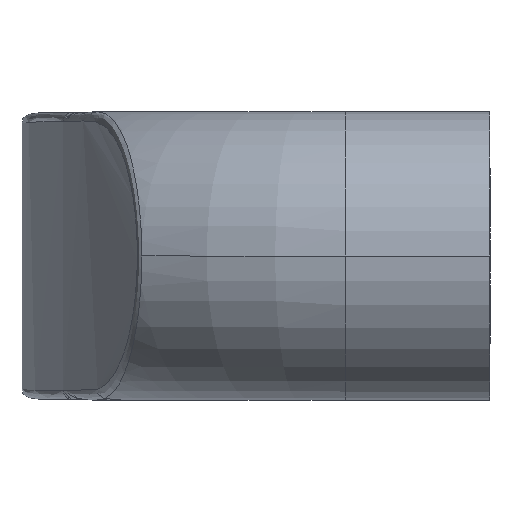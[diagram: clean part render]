
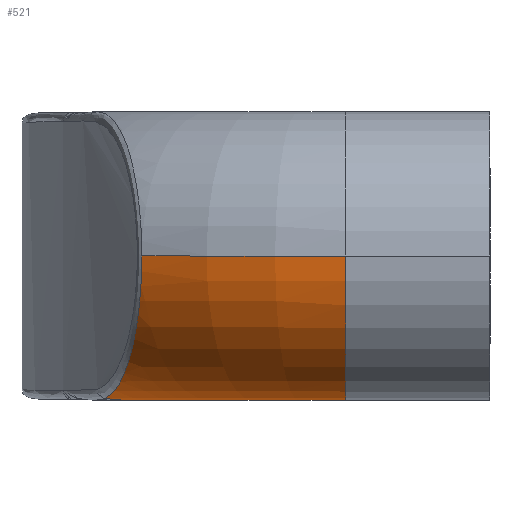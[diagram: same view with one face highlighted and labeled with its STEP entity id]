
A CAD part, left-side view. The second image highlights one B-rep face of the part: STEP entity #521.
In plain terms, the highlighted toroidal (fillet/blend) face has major radius 16 mm and minor radius 8 mm.
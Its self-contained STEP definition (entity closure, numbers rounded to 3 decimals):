
#12 = DIRECTION ( 'NONE',  ( 0., 0., -1. ) ) ;
#31 = EDGE_CURVE ( 'NONE', #127, #455, #325, .T. ) ;
#73 = CIRCLE ( 'NONE', #1200, 24. ) ;
#85 = CARTESIAN_POINT ( 'NONE',  ( -37.246, 22.266, -7.961 ) ) ;
#95 = TOROIDAL_SURFACE ( 'NONE', #729, 16., 8. ) ;
#127 = VERTEX_POINT ( 'NONE', #154 ) ;
#154 = CARTESIAN_POINT ( 'NONE',  ( -40., 8., 0. ) ) ;
#194 = DIRECTION ( 'NONE',  ( 0., 0., 1. ) ) ;
#209 = DIRECTION ( 'NONE',  ( 0., 0., -1. ) ) ;
#212 = FACE_OUTER_BOUND ( 'NONE', #1350, .T. ) ;
#238 = VERTEX_POINT ( 'NONE', #1195 ) ;
#301 = CARTESIAN_POINT ( 'NONE',  ( -53.102, 19.319, -1.066 ) ) ;
#320 = CARTESIAN_POINT ( 'NONE',  ( -49.488, 20.096, -6.097 ) ) ;
#325 = CIRCLE ( 'NONE', #1030, 8. ) ;
#328 = CARTESIAN_POINT ( 'NONE',  ( -51.126, 19.752, -4.761 ) ) ;
#353 = EDGE_CURVE ( 'NONE', #455, #1310, #73, .T. ) ;
#406 = CARTESIAN_POINT ( 'NONE',  ( -48., 8., 0. ) ) ;
#407 = ORIENTED_EDGE ( 'NONE', *, *, #1092, .T. ) ;
#423 = VERTEX_POINT ( 'NONE', #1145 ) ;
#425 = CARTESIAN_POINT ( 'NONE',  ( -33.049, 22.931, -7.93 ) ) ;
#431 = AXIS2_PLACEMENT_3D ( 'NONE', #645, #890, #194 ) ;
#432 = CARTESIAN_POINT ( 'NONE',  ( -53.171, 19.303, 0. ) ) ;
#437 = CARTESIAN_POINT ( 'NONE',  ( -52.901, 19.364, -1.838 ) ) ;
#443 = DIRECTION ( 'NONE',  ( 0., 0., -1. ) ) ;
#455 = VERTEX_POINT ( 'NONE', #1002 ) ;
#507 = DIRECTION ( 'NONE',  ( 0., 0., 1. ) ) ;
#521 = ADVANCED_FACE ( 'NONE', ( #212 ), #95, .T. ) ;
#552 = CARTESIAN_POINT ( 'NONE',  ( -52.507, 19.452, -2.829 ) ) ;
#560 = B_SPLINE_CURVE_WITH_KNOTS ( 'NONE', 3,
 ( #1444, #1223, #301, #437, #1334, #1329, #552, #666, #751, #328, #1320, #320, #880, #992, #1099, #779, #1118, #1006, #867, #1438, #1313, #85, #986, #1208, #425, #874 ),
 .UNSPECIFIED., .F., .F.,
 ( 4, 2, 2, 2, 2, 2, 2, 2, 2, 2, 2, 2, 4 ),
 ( 0.025, 0.027, 0.028, 0.028, 0.03, 0.031, 0.035, 0.036, 0.038, 0.041, 0.044, 0.047, 0.05 ),
 .UNSPECIFIED. ) ;
#645 = CARTESIAN_POINT ( 'NONE',  ( -32., 24., 0. ) ) ;
#666 = CARTESIAN_POINT ( 'NONE',  ( -52.128, 19.535, -3.526 ) ) ;
#729 = AXIS2_PLACEMENT_3D ( 'NONE', #786, #443, #1447 ) ;
#748 = ORIENTED_EDGE ( 'NONE', *, *, #1053, .F. ) ;
#751 = CARTESIAN_POINT ( 'NONE',  ( -51.819, 19.603, -3.966 ) ) ;
#765 = DIRECTION ( 'NONE',  ( -1., 0., 0. ) ) ;
#779 = CARTESIAN_POINT ( 'NONE',  ( -45.579, 20.855, -7.54 ) ) ;
#786 = CARTESIAN_POINT ( 'NONE',  ( -32., 8., 0. ) ) ;
#798 = CIRCLE ( 'NONE', #1203, 8. ) ;
#839 = ORIENTED_EDGE ( 'NONE', *, *, #31, .T. ) ;
#867 = CARTESIAN_POINT ( 'NONE',  ( -42.487, 21.406, -7.951 ) ) ;
#874 = CARTESIAN_POINT ( 'NONE',  ( -32., 23.097, -7.949 ) ) ;
#880 = CARTESIAN_POINT ( 'NONE',  ( -48.566, 20.283, -6.581 ) ) ;
#890 = DIRECTION ( 'NONE',  ( 1., 0., 0. ) ) ;
#986 = CARTESIAN_POINT ( 'NONE',  ( -36.197, 22.432, -7.937 ) ) ;
#992 = CARTESIAN_POINT ( 'NONE',  ( -47.092, 20.57, -7.135 ) ) ;
#1002 = CARTESIAN_POINT ( 'NONE',  ( -56., 8., 0. ) ) ;
#1006 = CARTESIAN_POINT ( 'NONE',  ( -43.53, 21.225, -7.876 ) ) ;
#1030 = AXIS2_PLACEMENT_3D ( 'NONE', #406, #1406, #507 ) ;
#1053 = EDGE_CURVE ( 'NONE', #238, #423, #1128, .T. ) ;
#1092 = EDGE_CURVE ( 'NONE', #1310, #423, #560, .T. ) ;
#1099 = CARTESIAN_POINT ( 'NONE',  ( -46.589, 20.666, -7.288 ) ) ;
#1118 = CARTESIAN_POINT ( 'NONE',  ( -45.07, 20.948, -7.64 ) ) ;
#1122 = CARTESIAN_POINT ( 'NONE',  ( -32., 8., 0. ) ) ;
#1128 = CIRCLE ( 'NONE', #431, 8. ) ;
#1145 = CARTESIAN_POINT ( 'NONE',  ( -32., 23.097, -7.949 ) ) ;
#1195 = CARTESIAN_POINT ( 'NONE',  ( -32., 16., 0. ) ) ;
#1200 = AXIS2_PLACEMENT_3D ( 'NONE', #1242, #12, #1352 ) ;
#1203 = AXIS2_PLACEMENT_3D ( 'NONE', #1122, #209, #765 ) ;
#1208 = CARTESIAN_POINT ( 'NONE',  ( -34.098, 22.765, -7.921 ) ) ;
#1223 = CARTESIAN_POINT ( 'NONE',  ( -53.171, 19.303, -0.538 ) ) ;
#1242 = CARTESIAN_POINT ( 'NONE',  ( -32., 8., 0. ) ) ;
#1303 = ORIENTED_EDGE ( 'NONE', *, *, #353, .T. ) ;
#1310 = VERTEX_POINT ( 'NONE', #432 ) ;
#1313 = CARTESIAN_POINT ( 'NONE',  ( -39.343, 21.928, -8. ) ) ;
#1320 = CARTESIAN_POINT ( 'NONE',  ( -50.741, 19.834, -5.121 ) ) ;
#1329 = CARTESIAN_POINT ( 'NONE',  ( -52.619, 19.427, -2.589 ) ) ;
#1334 = CARTESIAN_POINT ( 'NONE',  ( -52.817, 19.383, -2.094 ) ) ;
#1339 = EDGE_CURVE ( 'NONE', #127, #238, #798, .T. ) ;
#1350 = EDGE_LOOP ( 'NONE', ( #839, #1303, #407, #748, #1371 ) ) ;
#1352 = DIRECTION ( 'NONE',  ( -1., 0., 0. ) ) ;
#1371 = ORIENTED_EDGE ( 'NONE', *, *, #1339, .F. ) ;
#1406 = DIRECTION ( 'NONE',  ( 0., 1., 0. ) ) ;
#1438 = CARTESIAN_POINT ( 'NONE',  ( -40.391, 21.758, -8.012 ) ) ;
#1444 = CARTESIAN_POINT ( 'NONE',  ( -53.171, 19.303, 0. ) ) ;
#1447 = DIRECTION ( 'NONE',  ( -1., 0., 0. ) ) ;
